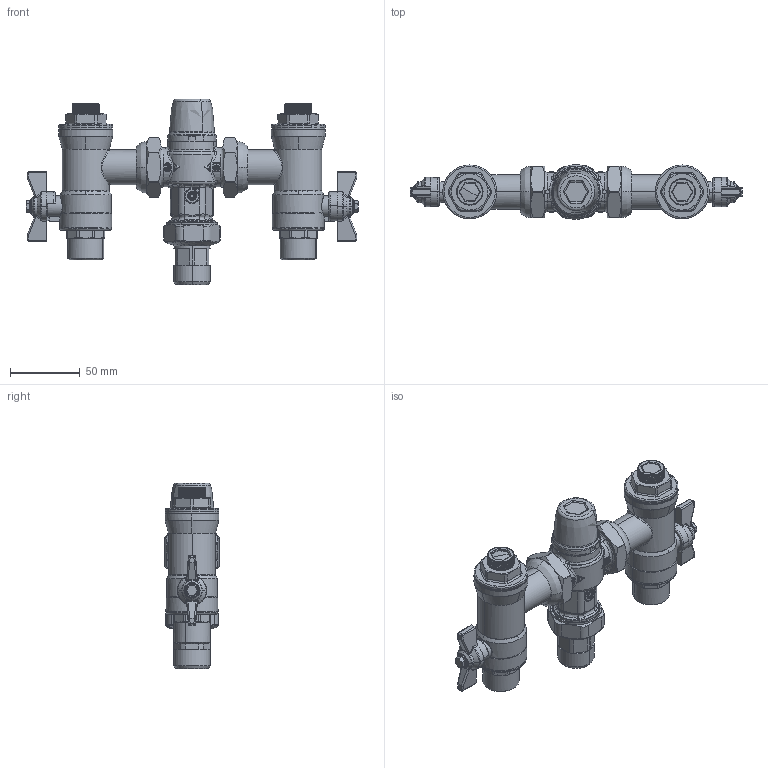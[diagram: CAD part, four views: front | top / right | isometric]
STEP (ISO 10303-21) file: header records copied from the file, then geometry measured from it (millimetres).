
FILE_DESCRIPTION(('CATIA V5 STEP Exchange','CAx-IF Rec.Pracs.--- Model Styling and Organization---1.5--- 2016-08-15','CAx-IF Rec.Pracs.---Supplemental Geometry---1.0---2011-11-01','CAx-IF Rec.Pracs.--- Composite Materials ---3.4---2017-06-13','CAx-IF Rec.Pracs.---Tessellated 3D Geometry---1.0---2015-12-17'),'2;1');
FILE_NAME('STEP_521319TMX_AUS_-_TST.stp','2023-12-12T10:26:52+00:00',('none'),('none'),'CATIA Version 5-6 Release 2020 SP5','CATIA V5 STEP AP242 v2','none');
FILE_SCHEMA(('AP242_MANAGED_MODEL_BASED_3D_ENGINEERING_MIM_LF {1 0 10303 442 1 1 4}'));
Length unit declared in the file: millimetre
Products named in the file (1): 521319TMX AUS - TST
Bounding box: 237.5 x 39 x 132.7 mm (x, y, z)
Volume: 359944.3 mm3; surface area: 88384.1 mm2
Topology: 1 solids, 24 shells, 2458 faces, 6260 edges, 3730 vertices
Faces by surface type: bspline 939, plane 699, cylinder 527, cone 155, torus 78, sphere 58, revolution 2
Entity records: 123727 total; most frequent: CARTESIAN_POINT 77751, ORIENTED_EDGE 12086, EDGE_CURVE 6051, DIRECTION 5236, VERTEX_POINT 3682, B_SPLINE_CURVE_WITH_KNOTS 2902, EDGE_LOOP 2545, ADVANCED_FACE 2458
